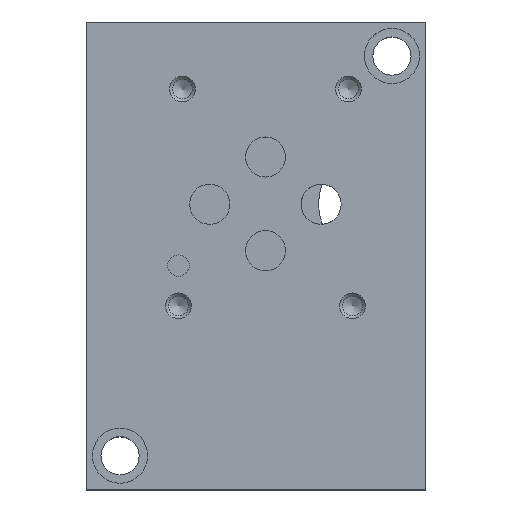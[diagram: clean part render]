
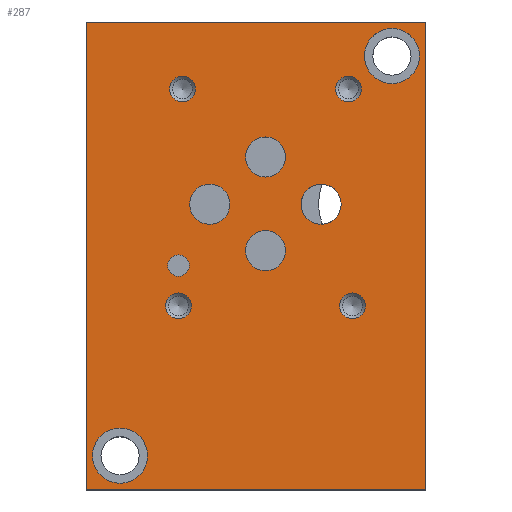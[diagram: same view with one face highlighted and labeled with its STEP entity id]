
A CAD part, top view. The second image highlights one B-rep face of the part: STEP entity #287.
In plain terms, the highlighted planar face has unit normal (0, 0, 1).
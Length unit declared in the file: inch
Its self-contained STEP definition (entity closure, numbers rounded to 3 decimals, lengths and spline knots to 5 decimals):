
#287 = ADVANCED_FACE( '', ( #785, #786, #787, #788, #789, #790, #791, #792, #793, #794, #795, #796 ), #797, .F. );
#785 = FACE_BOUND( '', #1563, .T. );
#786 = FACE_BOUND( '', #1564, .T. );
#787 = FACE_BOUND( '', #1565, .T. );
#788 = FACE_BOUND( '', #1566, .T. );
#789 = FACE_BOUND( '', #1567, .T. );
#790 = FACE_BOUND( '', #1568, .T. );
#791 = FACE_BOUND( '', #1569, .T. );
#792 = FACE_BOUND( '', #1570, .T. );
#793 = FACE_BOUND( '', #1571, .T. );
#794 = FACE_BOUND( '', #1572, .T. );
#795 = FACE_BOUND( '', #1573, .T. );
#796 = FACE_OUTER_BOUND( '', #1574, .T. );
#797 = PLANE( '', #1575 );
#1563 = EDGE_LOOP( '', ( #2406 ) );
#1564 = EDGE_LOOP( '', ( #2407 ) );
#1565 = EDGE_LOOP( '', ( #2408 ) );
#1566 = EDGE_LOOP( '', ( #2409 ) );
#1567 = EDGE_LOOP( '', ( #2410 ) );
#1568 = EDGE_LOOP( '', ( #2411 ) );
#1569 = EDGE_LOOP( '', ( #2412 ) );
#1570 = EDGE_LOOP( '', ( #2413 ) );
#1571 = EDGE_LOOP( '', ( #2414 ) );
#1572 = EDGE_LOOP( '', ( #2415 ) );
#1573 = EDGE_LOOP( '', ( #2416 ) );
#1574 = EDGE_LOOP( '', ( #2417, #2418, #2419, #2420 ) );
#1575 = AXIS2_PLACEMENT_3D( '', #2421, #2422, #2423 );
#2406 = ORIENTED_EDGE( '', *, *, #4364, .T. );
#2407 = ORIENTED_EDGE( '', *, *, #4389, .T. );
#2408 = ORIENTED_EDGE( '', *, *, #4340, .F. );
#2409 = ORIENTED_EDGE( '', *, *, #4390, .F. );
#2410 = ORIENTED_EDGE( '', *, *, #4391, .F. );
#2411 = ORIENTED_EDGE( '', *, *, #4392, .F. );
#2412 = ORIENTED_EDGE( '', *, *, #4393, .F. );
#2413 = ORIENTED_EDGE( '', *, *, #4394, .F. );
#2414 = ORIENTED_EDGE( '', *, *, #4395, .F. );
#2415 = ORIENTED_EDGE( '', *, *, #4396, .F. );
#2416 = ORIENTED_EDGE( '', *, *, #4397, .F. );
#2417 = ORIENTED_EDGE( '', *, *, #4398, .T. );
#2418 = ORIENTED_EDGE( '', *, *, #4399, .F. );
#2419 = ORIENTED_EDGE( '', *, *, #4400, .F. );
#2420 = ORIENTED_EDGE( '', *, *, #4401, .T. );
#2421 = CARTESIAN_POINT( '', ( 2.5, 3.44, 1.5 ) );
#2422 = DIRECTION( '', ( 0., 0., -1. ) );
#2423 = DIRECTION( '', ( -1., 0., 0. ) );
#4340 = EDGE_CURVE( '', #5149, #5149, #5150, .T. );
#4364 = EDGE_CURVE( '', #5192, #5192, #5193, .T. );
#4389 = EDGE_CURVE( '', #5236, #5236, #5237, .T. );
#4390 = EDGE_CURVE( '', #5238, #5238, #5239, .T. );
#4391 = EDGE_CURVE( '', #5240, #5240, #5241, .T. );
#4392 = EDGE_CURVE( '', #5242, #5242, #5243, .T. );
#4393 = EDGE_CURVE( '', #5244, #5244, #5245, .T. );
#4394 = EDGE_CURVE( '', #5246, #5246, #5247, .T. );
#4395 = EDGE_CURVE( '', #5248, #5248, #5249, .T. );
#4396 = EDGE_CURVE( '', #5250, #5250, #5251, .T. );
#4397 = EDGE_CURVE( '', #5252, #5252, #5253, .T. );
#4398 = EDGE_CURVE( '', #5254, #5255, #5256, .T. );
#4399 = EDGE_CURVE( '', #5257, #5255, #5258, .T. );
#4400 = EDGE_CURVE( '', #5259, #5257, #5260, .T. );
#4401 = EDGE_CURVE( '', #5259, #5254, #5261, .T. );
#5149 = VERTEX_POINT( '', #6328 );
#5150 = CIRCLE( '', #6329, 0.095 );
#5192 = VERTEX_POINT( '', #6385 );
#5193 = CIRCLE( '', #6386, 0.203 );
#5236 = VERTEX_POINT( '', #6445 );
#5237 = CIRCLE( '', #6446, 0.203 );
#5238 = VERTEX_POINT( '', #6447 );
#5239 = CIRCLE( '', #6448, 0.095 );
#5240 = VERTEX_POINT( '', #6449 );
#5241 = CIRCLE( '', #6450, 0.095 );
#5242 = VERTEX_POINT( '', #6451 );
#5243 = CIRCLE( '', #6452, 0.095 );
#5244 = VERTEX_POINT( '', #6453 );
#5245 = CIRCLE( '', #6454, 0.079 );
#5246 = VERTEX_POINT( '', #6455 );
#5247 = CIRCLE( '', #6456, 0.1475 );
#5248 = VERTEX_POINT( '', #6457 );
#5249 = CIRCLE( '', #6458, 0.1475 );
#5250 = VERTEX_POINT( '', #6459 );
#5251 = CIRCLE( '', #6460, 0.1475 );
#5252 = VERTEX_POINT( '', #6461 );
#5253 = CIRCLE( '', #6462, 0.1475 );
#5254 = VERTEX_POINT( '', #6463 );
#5255 = VERTEX_POINT( '', #6464 );
#5256 = LINE( '', #6465, #6466 );
#5257 = VERTEX_POINT( '', #6467 );
#5258 = LINE( '', #6468, #6469 );
#5259 = VERTEX_POINT( '', #6470 );
#5260 = LINE( '', #6471, #6472 );
#5261 = LINE( '', #6473, #6474 );
#6328 = CARTESIAN_POINT( '', ( 0.804, 2.947, 1.5 ) );
#6329 = AXIS2_PLACEMENT_3D( '', #7961, #7962, #7963 );
#6385 = CARTESIAN_POINT( '', ( 2.047, 3.19, 1.5 ) );
#6386 = AXIS2_PLACEMENT_3D( '', #7990, #7991, #7992 );
#6445 = CARTESIAN_POINT( '', ( 0.047, 0.25, 1.5 ) );
#6446 = AXIS2_PLACEMENT_3D( '', #8015, #8016, #8017 );
#6447 = CARTESIAN_POINT( '', ( 0.775, 1.352, 1.5 ) );
#6448 = AXIS2_PLACEMENT_3D( '', #8018, #8019, #8020 );
#6449 = CARTESIAN_POINT( '', ( 2.055, 1.352, 1.5 ) );
#6450 = AXIS2_PLACEMENT_3D( '', #8021, #8022, #8023 );
#6451 = CARTESIAN_POINT( '', ( 2.025, 2.947, 1.5 ) );
#6452 = AXIS2_PLACEMENT_3D( '', #8024, #8025, #8026 );
#6453 = CARTESIAN_POINT( '', ( 0.759, 1.648, 1.5 ) );
#6454 = AXIS2_PLACEMENT_3D( '', #8027, #8028, #8029 );
#6455 = CARTESIAN_POINT( '', ( 1.4675, 1.758, 1.5 ) );
#6456 = AXIS2_PLACEMENT_3D( '', #8030, #8031, #8032 );
#6457 = CARTESIAN_POINT( '', ( 1.4675, 2.447, 1.5 ) );
#6458 = AXIS2_PLACEMENT_3D( '', #8033, #8034, #8035 );
#6459 = CARTESIAN_POINT( '', ( 1.8765, 2.1, 1.5 ) );
#6460 = AXIS2_PLACEMENT_3D( '', #8036, #8037, #8038 );
#6461 = CARTESIAN_POINT( '', ( 1.0575, 2.1, 1.5 ) );
#6462 = AXIS2_PLACEMENT_3D( '', #8039, #8040, #8041 );
#6463 = CARTESIAN_POINT( '', ( 0., 3.44, 1.5 ) );
#6464 = CARTESIAN_POINT( '', ( 0., 0., 1.5 ) );
#6465 = CARTESIAN_POINT( '', ( 0., 3.44, 1.5 ) );
#6466 = VECTOR( '', #8042, 39.37008 );
#6467 = CARTESIAN_POINT( '', ( 2.5, 0., 1.5 ) );
#6468 = CARTESIAN_POINT( '', ( 2.5, 0., 1.5 ) );
#6469 = VECTOR( '', #8043, 39.37008 );
#6470 = CARTESIAN_POINT( '', ( 2.5, 3.44, 1.5 ) );
#6471 = CARTESIAN_POINT( '', ( 2.5, 3.44, 1.5 ) );
#6472 = VECTOR( '', #8044, 39.37008 );
#6473 = CARTESIAN_POINT( '', ( 2.5, 3.44, 1.5 ) );
#6474 = VECTOR( '', #8045, 39.37008 );
#7961 = CARTESIAN_POINT( '', ( 0.709, 2.947, 1.5 ) );
#7962 = DIRECTION( '', ( 0., 0., 1. ) );
#7963 = DIRECTION( '', ( 1., 0., 0. ) );
#7990 = CARTESIAN_POINT( '', ( 2.25, 3.19, 1.5 ) );
#7991 = DIRECTION( '', ( 0., 0., -1. ) );
#7992 = DIRECTION( '', ( -1., 0., 0. ) );
#8015 = CARTESIAN_POINT( '', ( 0.25, 0.25, 1.5 ) );
#8016 = DIRECTION( '', ( 0., 0., -1. ) );
#8017 = DIRECTION( '', ( -1., 0., 0. ) );
#8018 = CARTESIAN_POINT( '', ( 0.68, 1.352, 1.5 ) );
#8019 = DIRECTION( '', ( 0., 0., 1. ) );
#8020 = DIRECTION( '', ( 1., 0., 0. ) );
#8021 = CARTESIAN_POINT( '', ( 1.96, 1.352, 1.5 ) );
#8022 = DIRECTION( '', ( 0., 0., 1. ) );
#8023 = DIRECTION( '', ( 1., 0., 0. ) );
#8024 = CARTESIAN_POINT( '', ( 1.93, 2.947, 1.5 ) );
#8025 = DIRECTION( '', ( 0., 0., 1. ) );
#8026 = DIRECTION( '', ( 1., 0., 0. ) );
#8027 = CARTESIAN_POINT( '', ( 0.68, 1.648, 1.5 ) );
#8028 = DIRECTION( '', ( 0., 0., 1. ) );
#8029 = DIRECTION( '', ( 1., 0., 0. ) );
#8030 = CARTESIAN_POINT( '', ( 1.32, 1.758, 1.5 ) );
#8031 = DIRECTION( '', ( 0., 0., 1. ) );
#8032 = DIRECTION( '', ( 1., 0., 0. ) );
#8033 = CARTESIAN_POINT( '', ( 1.32, 2.447, 1.5 ) );
#8034 = DIRECTION( '', ( 0., 0., 1. ) );
#8035 = DIRECTION( '', ( 1., 0., 0. ) );
#8036 = CARTESIAN_POINT( '', ( 1.729, 2.1, 1.5 ) );
#8037 = DIRECTION( '', ( 0., 0., 1. ) );
#8038 = DIRECTION( '', ( 1., 0., 0. ) );
#8039 = CARTESIAN_POINT( '', ( 0.91, 2.1, 1.5 ) );
#8040 = DIRECTION( '', ( 0., 0., 1. ) );
#8041 = DIRECTION( '', ( 1., 0., 0. ) );
#8042 = DIRECTION( '', ( 0., -1., 0. ) );
#8043 = DIRECTION( '', ( -1., 0., 0. ) );
#8044 = DIRECTION( '', ( 0., -1., 0. ) );
#8045 = DIRECTION( '', ( -1., 0., 0. ) );
